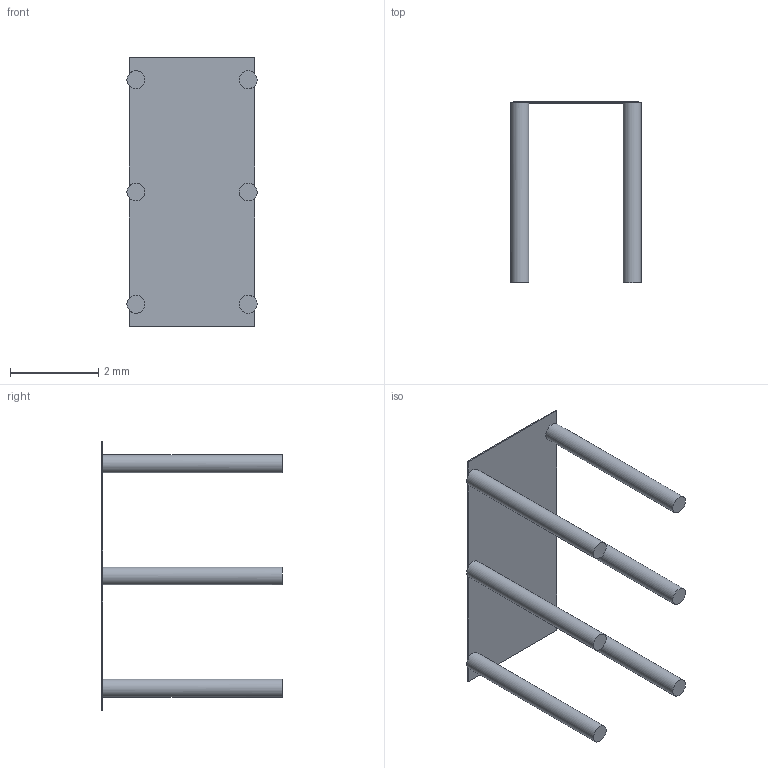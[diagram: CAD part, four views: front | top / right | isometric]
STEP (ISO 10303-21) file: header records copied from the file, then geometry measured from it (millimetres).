
FILE_DESCRIPTION(/* description */ ('G Series - Ultra-Miniature Fully Illuminated Toggles - terminals-'),/* implementation_level */ '2;1');
FILE_NAME(/* name */ 'GP-terminals.ipt.step',/* time_stamp */ '2014-01-07T11:05:26-08:00',/* author */ ('Cadenas PARTsolutions'),/* organization */ ('NKKSWITCHES'),/* preprocessor_version */ 'ST-DEVELOPER v15.2',/* originating_system */ 'Autodesk Inventor 2014',/* authorisation */ '');
FILE_SCHEMA (('AUTOMOTIVE_DESIGN { 1 0 10303 214 3 1 1 }'));
Length unit declared in the file: inch
Products named in the file (1): GP-terminals
Bounding box: 2.95 x 4.09 x 6.1 mm (x, y, z)
Volume: 3.6 mm3; surface area: 66.4 mm2
Topology: 1 solids, 1 shells, 24 faces, 54 edges, 32 vertices
Faces by surface type: plane 18, cylinder 6
Full cylindrical faces by diameter (mm): 0.406 x6
Entity records: 599 total; most frequent: DIRECTION 110, CARTESIAN_POINT 93, ORIENTED_EDGE 84, AXIS2_PLACEMENT_3D 43, EDGE_CURVE 42, EDGE_LOOP 30, VERTEX_POINT 26, LINE 24
